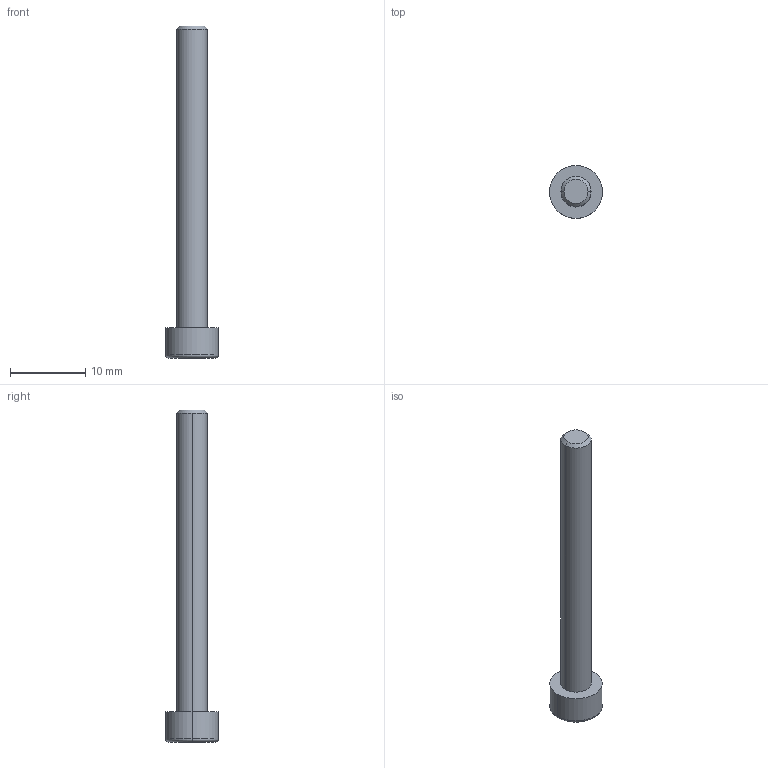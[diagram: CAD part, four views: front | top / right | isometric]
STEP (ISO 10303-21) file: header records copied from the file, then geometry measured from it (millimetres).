
FILE_DESCRIPTION (( 'STEP AP203' ), '1' );
FILE_NAME ('VisCHC M4-40_Défaut_sldprt.STEP', '2017-12-12T20:33:15', ( '' ), ( '' ), 'SwSTEP 2.0', 'SolidWorks 2016', '' );
FILE_SCHEMA (( 'CONFIG_CONTROL_DESIGN' ));
Length unit declared in the file: millimetre
Products named in the file (1): VisCHC M4-40_Défaut_sldprt
Bounding box: 7 x 7 x 44 mm (x, y, z)
Volume: 639.3 mm3; surface area: 681.4 mm2
Topology: 1 solids, 1 shells, 18 faces, 38 edges, 24 vertices
Faces by surface type: plane 10, cylinder 4, cone 2, torus 2
Entity records: 561 total; most frequent: DIRECTION 90, CARTESIAN_POINT 81, ORIENTED_EDGE 76, EDGE_CURVE 38, AXIS2_PLACEMENT_3D 33, VERTEX_POINT 24, VECTOR 24, LINE 24
